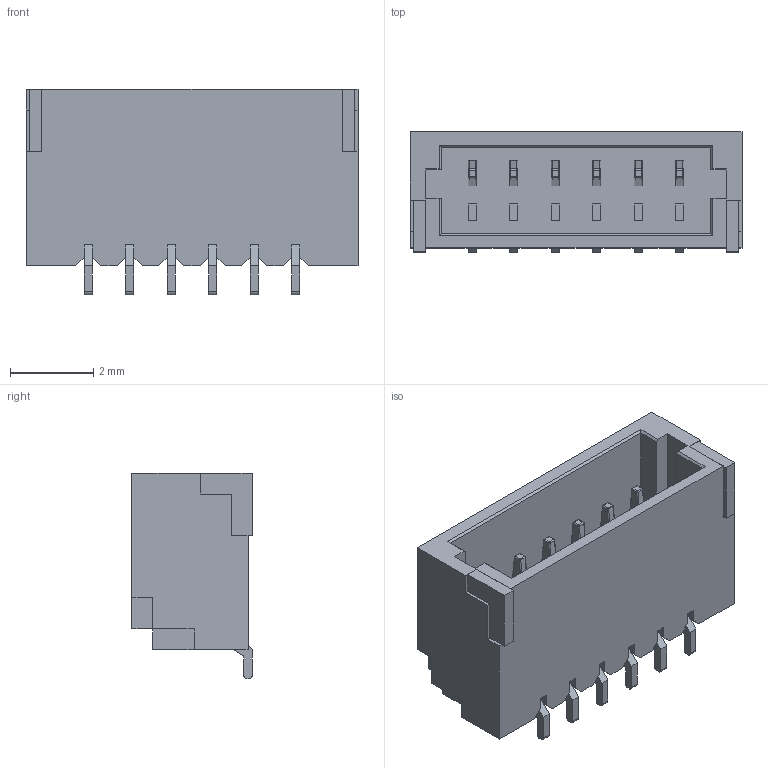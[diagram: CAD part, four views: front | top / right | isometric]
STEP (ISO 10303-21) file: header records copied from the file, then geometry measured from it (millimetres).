
FILE_DESCRIPTION (( 'STEP AP214' ), '1' );
FILE_NAME ('User Library-JST - SM06B-SRSS-TB (SH SERIES - 1.0mm PITCH WIRE-TO-BOARD, SMT, RA).STEP', '2019-10-20T22:43:51', ( '' ), ( '' ), 'SwSTEP 2.0', 'SolidWorks 2019', '' );
FILE_SCHEMA (( 'AUTOMOTIVE_DESIGN' ));
Length unit declared in the file: millimetre
Products named in the file (1): User Library-JST - SM06B-SRSS-TB (SH SERIES - 1.0mm PITCH WIRE-TO-BOARD, SMT, RA)
Bounding box: 8 x 2.9 x 4.95 mm (x, y, z)
Volume: 48.8 mm3; surface area: 275 mm2
Topology: 15 solids, 15 shells, 393 faces, 965 edges, 616 vertices
Faces by surface type: plane 297, cylinder 72, sphere 24
Entity records: 12328 total; most frequent: CARTESIAN_POINT 2119, ORIENTED_EDGE 1930, DIRECTION 1825, EDGE_CURVE 965, LINE 797, VECTOR 797, VERTEX_POINT 616, AXIS2_PLACEMENT_3D 514
